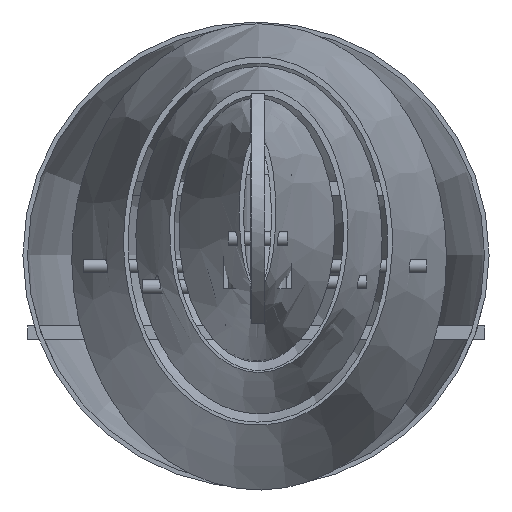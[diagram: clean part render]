
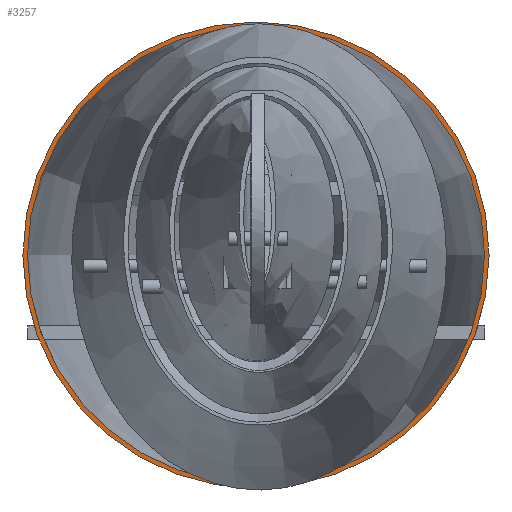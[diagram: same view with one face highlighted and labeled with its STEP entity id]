
A CAD part, left-side view. The second image highlights one B-rep face of the part: STEP entity #3257.
In plain terms, the highlighted face is planar.
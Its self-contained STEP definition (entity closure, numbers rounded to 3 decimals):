
#317=FACE_BOUND('',#1232,.T.);
#994=FACE_OUTER_BOUND('',#1231,.T.);
#1231=EDGE_LOOP('',(#2967));
#1232=EDGE_LOOP('',(#2968));
#1353=CIRCLE('',#3727,50.);
#1358=CIRCLE('',#3734,51.);
#1633=VERTEX_POINT('',#7599);
#1653=VERTEX_POINT('',#7841);
#2060=EDGE_CURVE('',#1633,#1633,#1353,.T.);
#2085=EDGE_CURVE('',#1653,#1653,#1358,.T.);
#2967=ORIENTED_EDGE('',*,*,#2085,.T.);
#2968=ORIENTED_EDGE('',*,*,#2060,.F.);
#3078=PLANE('',#3740);
#3257=ADVANCED_FACE('',(#994,#317),#3078,.T.);
#3727=AXIS2_PLACEMENT_3D('',#7616,#4607,#4608);
#3734=AXIS2_PLACEMENT_3D('',#7860,#4624,#4625);
#3740=AXIS2_PLACEMENT_3D('',#7907,#4639,#4640);
#4607=DIRECTION('center_axis',(0.,0.,-1.));
#4608=DIRECTION('ref_axis',(1.,0.,0.));
#4624=DIRECTION('center_axis',(0.,0.,-1.));
#4625=DIRECTION('ref_axis',(1.,0.,0.));
#4639=DIRECTION('center_axis',(0.,0.,-1.));
#4640=DIRECTION('ref_axis',(-1.,0.,0.));
#7599=CARTESIAN_POINT('',(0.,50.,0.));
#7616=CARTESIAN_POINT('Origin',(0.,0.,0.));
#7841=CARTESIAN_POINT('',(0.,51.,0.));
#7860=CARTESIAN_POINT('Origin',(0.,0.,0.));
#7907=CARTESIAN_POINT('Origin',(0.,50.,0.));
